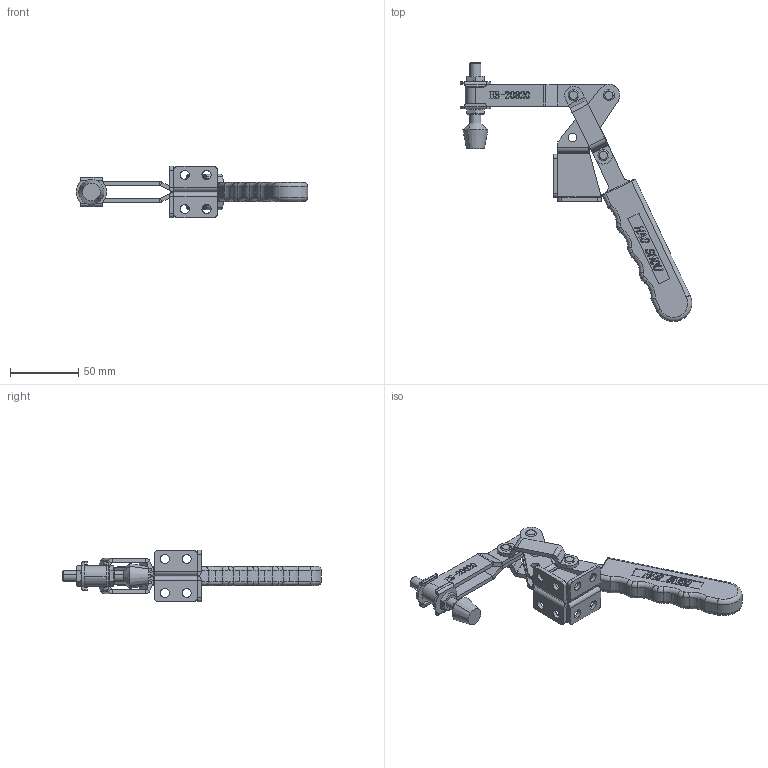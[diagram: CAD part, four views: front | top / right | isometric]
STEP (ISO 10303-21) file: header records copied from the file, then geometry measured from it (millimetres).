
FILE_DESCRIPTION (( 'STEP AP203' ), '1' );
FILE_NAME ('HS-20820 .STEP', '2019-10-15T03:33:47', ( '微软用户' ), ( '微软中国' ), 'SwSTEP 2.0', 'SolidWorks 2012', '' );
FILE_SCHEMA (( 'CONFIG_CONTROL_DESIGN' ));
Length unit declared in the file: millimetre
Products named in the file (12): HS-20820 ; 菁釱衵; 菁釱酘; 侐源杶616; 忒參; FW-516; hex thin nuts-grades ab-chamfered gb_GB_FASTENER_NUT_STNAB M8-N; hexagon head bolts-full thread gb_GB_FASTENER_BOLT_STBAB A M8X50-N; 揤輸; 种; 揤參; 蟀裝
Assembly tree (17 placements, depth 2):
  HS-20820 
    蟀裝  x2
    揤參
    种  x4
    揤輸
    hexagon head bolts-full thread gb_GB_FASTENER_BOLT_STBAB A M8X50-N
    hex thin nuts-grades ab-chamfered gb_GB_FASTENER_NUT_STNAB M8-N  x2
    FW-516  x2
    忒參
    侐源杶616
    菁釱酘
    菁釱衵
Bounding box: 169.89 x 190.09 x 38 mm (x, y, z)
Volume: 80779.8 mm3; surface area: 53728.7 mm2
Topology: 17 solids, 17 shells, 1109 faces, 2819 edges, 1802 vertices
Faces by surface type: plane 610, bspline 243, cylinder 184, torus 42, cone 30
Entity records: 44206 total; most frequent: CARTESIAN_POINT 19895, ORIENTED_EDGE 5144, DIRECTION 3954, EDGE_CURVE 2572, LINE 1652, VECTOR 1652, VERTEX_POINT 1652, AXIS2_PLACEMENT_3D 1151
